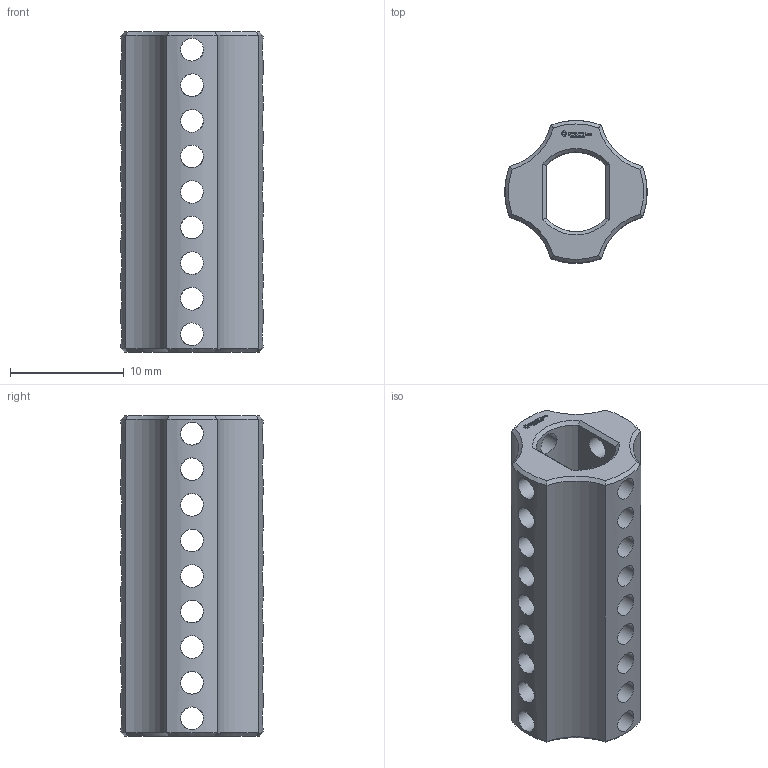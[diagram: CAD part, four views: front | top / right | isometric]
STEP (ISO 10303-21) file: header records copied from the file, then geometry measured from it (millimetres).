
FILE_DESCRIPTION(('FreeCAD Model'),'2;1');
FILE_NAME('Open CASCADE Shape Model','2024-06-15T23:57:55',(''),(''), 'Open CASCADE STEP processor 7.6','FreeCAD','Unknown');
FILE_SCHEMA(('AUTOMOTIVE_DESIGN { 1 0 10303 214 1 1 1 1 }'));
Length unit declared in the file: millimetre
Products named in the file (1): Power-Transmission Hub PLN IDX FXD BU02.25 - SPN-PTH-0009 
(stemfie.org)
Bounding box: 12.5 x 12.5 x 28.12 mm (x, y, z)
Volume: 1674.3 mm3; surface area: 2327.6 mm2
Topology: 1 solids, 1 shells, 543 faces, 1518 edges, 1010 vertices
Faces by surface type: plane 307, extrusion 170, cylinder 46, cone 20
Full cylindrical faces by diameter (mm): 2 x36
Entity records: 20148 total; most frequent: CARTESIAN_POINT 6728, ORIENTED_EDGE 3036, DIRECTION 2106, EDGE_CURVE 1518, VECTOR 1194, LINE 1024, VERTEX_POINT 1010, FACE_BOUND 650
